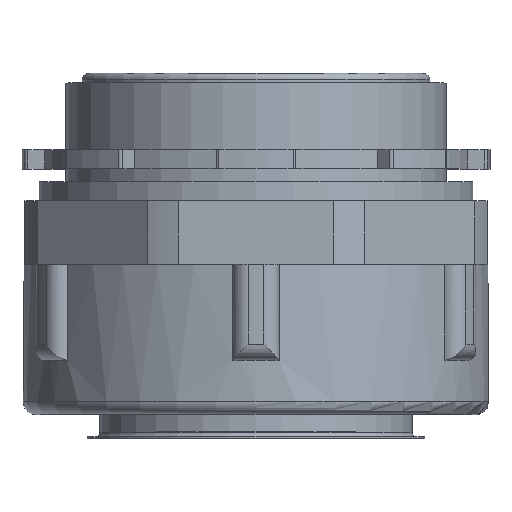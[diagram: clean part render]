
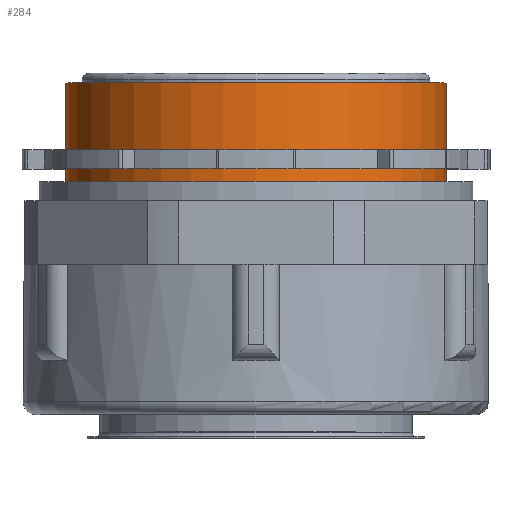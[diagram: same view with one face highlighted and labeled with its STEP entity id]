
A CAD part, top view. The second image highlights one B-rep face of the part: STEP entity #284.
In plain terms, the highlighted cylindrical face has radius 29.807 mm (diameter 59.614 mm), a full revolution.
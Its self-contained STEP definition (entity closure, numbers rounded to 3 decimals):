
#284=ADVANCED_FACE('',(#1512,#1514),#1516,.T.);
#1512=FACE_OUTER_BOUND('',#1513,.T.);
#1513=EDGE_LOOP('',(#2557));
#1514=FACE_OUTER_BOUND('',#1515,.T.);
#1515=EDGE_LOOP('',(#2558));
#1516=CYLINDRICAL_SURFACE('',#1517,29.807);
#1517=AXIS2_PLACEMENT_3D('',#1518,#1519,#1520);
#1518=CARTESIAN_POINT('',(0.,3.07,0.));
#1519=DIRECTION('',(-0.,1.,-0.));
#1520=DIRECTION('',(0.,0.,1.));
#2557=ORIENTED_EDGE('',*,*,#3172,.F.);
#2558=ORIENTED_EDGE('',*,*,#3170,.T.);
#3170=EDGE_CURVE('',#3535,#3535,#3536,.T.);
#3172=EDGE_CURVE('',#3539,#3539,#3540,.T.);
#3535=VERTEX_POINT('',#4226);
#3536=CIRCLE('',#4227,29.807);
#3539=VERTEX_POINT('',#4236);
#3540=CIRCLE('',#4237,29.807);
#4226=CARTESIAN_POINT('',(0.,3.07,29.807));
#4227=AXIS2_PLACEMENT_3D('',#4228,#4229,#4230);
#4228=CARTESIAN_POINT('',(0.,3.07,0.));
#4229=DIRECTION('',(-0.,1.,-0.));
#4230=DIRECTION('',(0.,0.,1.));
#4236=CARTESIAN_POINT('',(0.,21.57,29.807));
#4237=AXIS2_PLACEMENT_3D('',#4238,#4239,#4240);
#4238=CARTESIAN_POINT('',(0.,21.57,0.));
#4239=DIRECTION('',(-0.,1.,-0.));
#4240=DIRECTION('',(0.,0.,1.));
